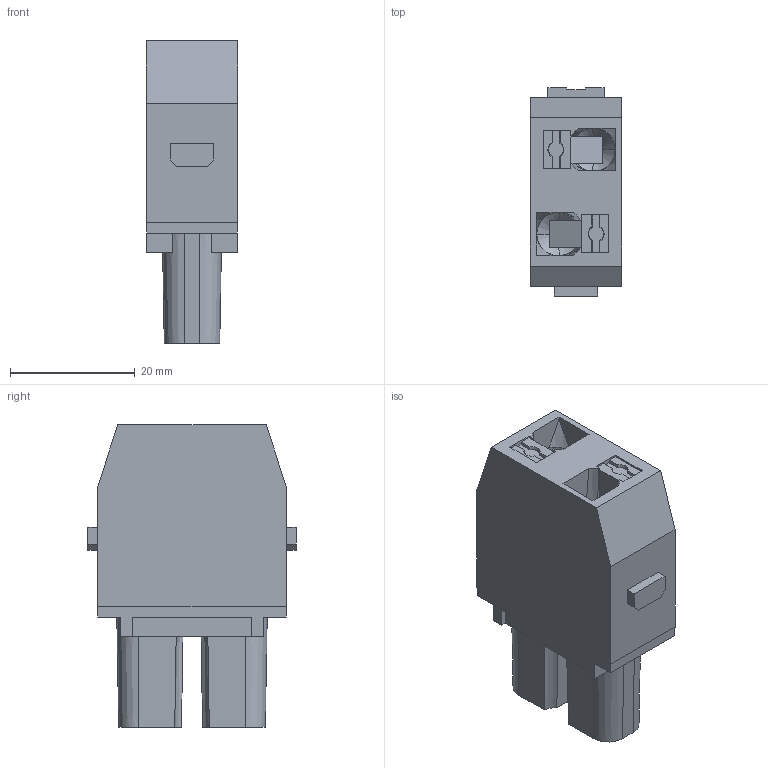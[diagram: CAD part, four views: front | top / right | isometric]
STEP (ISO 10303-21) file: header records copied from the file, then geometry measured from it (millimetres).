
FILE_DESCRIPTION(('CATIA V5 STEP Exchange','CAx-IF Rec.Pracs.--- Model Styling and Organization---1.4--- 2014-01-23'),'2;1');
FILE_NAME ('1295263-1_1', '2021-01-18T07:23:15+00:00', ('none'), ('Weidmueller'), 'CATIA Version 5-6 Release 2016 SP3 HF44', 'CATIA V5 STEP AP214', 'none');
FILE_SCHEMA(('AUTOMOTIVE_DESIGN { 1 0 10303 214 1 1 1 1 }'));
Length unit declared in the file: millimetre
Products named in the file (1): 2772830000
Bounding box: 14.6 x 33.4 x 48.45 mm (x, y, z)
Volume: 14666.8 mm3; surface area: 8014.1 mm2
Topology: 5 solids, 5 shells, 177 faces, 482 edges, 321 vertices
Faces by surface type: plane 123, cone 42, cylinder 12
Entity records: 6313 total; most frequent: CARTESIAN_POINT 2079, ORIENTED_EDGE 964, DIRECTION 690, EDGE_CURVE 482, VECTOR 325, LINE 325, VERTEX_POINT 321, AXIS2_PLACEMENT_3D 212
